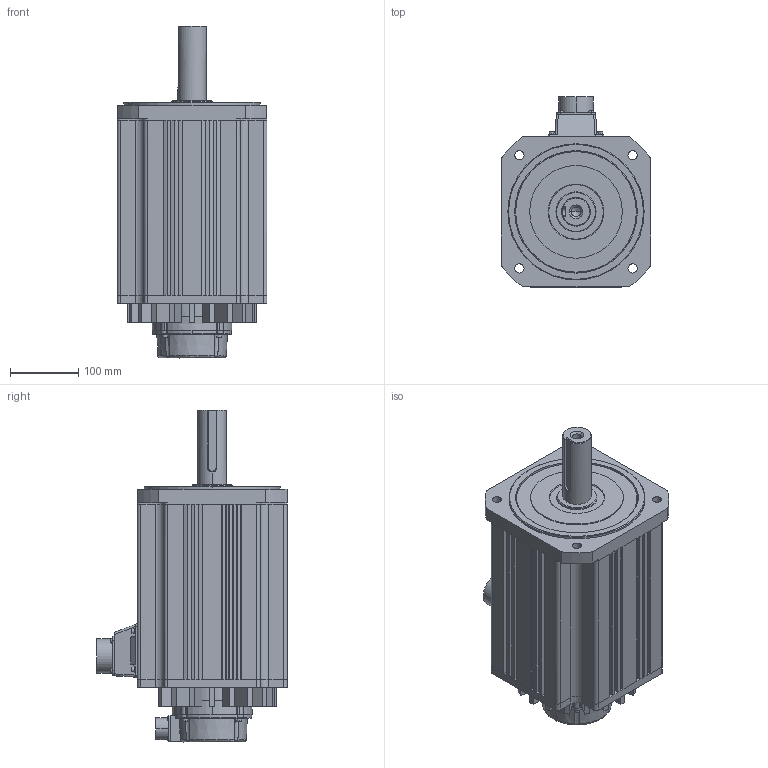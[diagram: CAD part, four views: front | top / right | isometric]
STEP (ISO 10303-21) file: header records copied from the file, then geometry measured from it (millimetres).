
FILE_DESCRIPTION (( 'STEP AP214' ), '1' );
FILE_NAME ('SV2H-4B0N cut1a fxt.STEP', '2023-02-22T02:15:19', ( '' ), ( '' ), 'SwSTEP 2.0', 'SolidWorks 2021', '' );
FILE_SCHEMA (( 'AUTOMOTIVE_DESIGN' ));
Length unit declared in the file: inch
Products named in the file (1): SV2H-4B0N cut1a fxt
Bounding box: 220 x 279.2 x 487.41 mm (x, y, z)
Volume: 13563450.7 mm3; surface area: 518146.8 mm2
Topology: 1 solids, 1 shells, 833 faces, 2071 edges, 1285 vertices
Faces by surface type: plane 350, cylinder 257, cone 116, bspline 110
Entity records: 30868 total; most frequent: CARTESIAN_POINT 12069, ORIENTED_EDGE 4118, DIRECTION 3610, EDGE_CURVE 2059, AXIS2_PLACEMENT_3D 1332, VERTEX_POINT 1285, VECTOR 946, LINE 946
